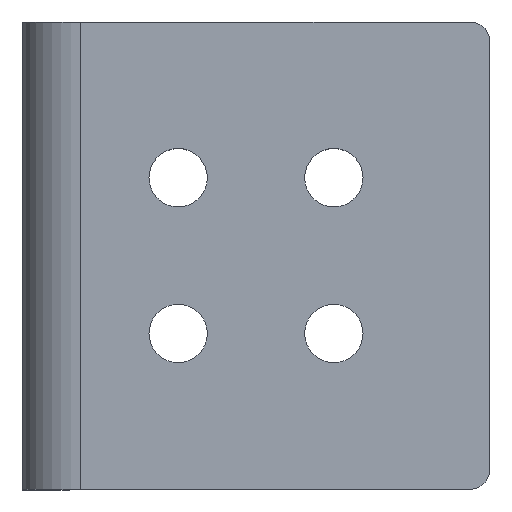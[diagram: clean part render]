
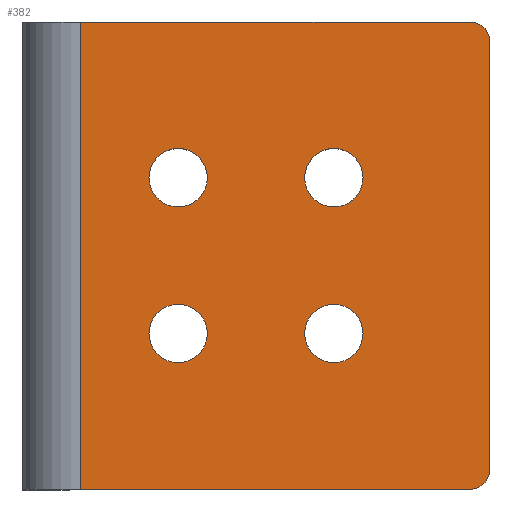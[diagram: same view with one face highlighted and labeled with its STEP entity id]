
A CAD part, top view. The second image highlights one B-rep face of the part: STEP entity #382.
In plain terms, the highlighted planar face has unit normal (0, 0, 1).
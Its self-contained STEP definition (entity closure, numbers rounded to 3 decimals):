
#3 = VECTOR ( 'NONE', #763, 1000. ) ;
#5 = CARTESIAN_POINT ( 'NONE',  ( 4., -2., 0. ) ) ;
#8 = DIRECTION ( 'NONE',  ( 0., 0., 1. ) ) ;
#9 = VERTEX_POINT ( 'NONE', #829 ) ;
#28 = ORIENTED_EDGE ( 'NONE', *, *, #103, .T. ) ;
#40 = EDGE_CURVE ( 'NONE', #791, #434, #541, .T. ) ;
#41 = ORIENTED_EDGE ( 'NONE', *, *, #40, .F. ) ;
#48 = DIRECTION ( 'NONE',  ( 0., 0., -1. ) ) ;
#49 = CARTESIAN_POINT ( 'NONE',  ( 1.5, 6., 0. ) ) ;
#53 = VERTEX_POINT ( 'NONE', #184 ) ;
#57 = DIRECTION ( 'NONE',  ( 1., 0., 0. ) ) ;
#59 = AXIS2_PLACEMENT_3D ( 'NONE', #126, #719, #517 ) ;
#64 = FACE_BOUND ( 'NONE', #304, .T. ) ;
#66 = DIRECTION ( 'NONE',  ( 0., 0., -1. ) ) ;
#79 = CARTESIAN_POINT ( 'NONE',  ( 1.5, -6., 0. ) ) ;
#95 = CARTESIAN_POINT ( 'NONE',  ( 4., 2., 0. ) ) ;
#98 = CIRCLE ( 'NONE', #621, 0.5 ) ;
#103 = EDGE_CURVE ( 'NONE', #500, #268, #816, .T. ) ;
#106 = CARTESIAN_POINT ( 'NONE',  ( 8., 2., 0. ) ) ;
#109 = LINE ( 'NONE', #147, #211 ) ;
#111 = ORIENTED_EDGE ( 'NONE', *, *, #613, .T. ) ;
#123 = CARTESIAN_POINT ( 'NONE',  ( 11.5, 5.5, 0. ) ) ;
#125 = ORIENTED_EDGE ( 'NONE', *, *, #324, .T. ) ;
#126 = CARTESIAN_POINT ( 'NONE',  ( 8., 2., 0. ) ) ;
#128 = VECTOR ( 'NONE', #499, 1000. ) ;
#131 = EDGE_CURVE ( 'NONE', #155, #9, #187, .T. ) ;
#132 = CARTESIAN_POINT ( 'NONE',  ( 11.5, -5.5, 0. ) ) ;
#133 = DIRECTION ( 'NONE',  ( -1., 0., 0. ) ) ;
#141 = PLANE ( 'NONE',  #163 ) ;
#146 = EDGE_LOOP ( 'NONE', ( #427, #217 ) ) ;
#147 = CARTESIAN_POINT ( 'NONE',  ( 1.5, 6., 0. ) ) ;
#155 = VERTEX_POINT ( 'NONE', #360 ) ;
#163 = AXIS2_PLACEMENT_3D ( 'NONE', #661, #388, #666 ) ;
#176 = LINE ( 'NONE', #562, #128 ) ;
#184 = CARTESIAN_POINT ( 'NONE',  ( 3.25, -2., 0. ) ) ;
#187 = CIRCLE ( 'NONE', #530, 0.75 ) ;
#190 = CIRCLE ( 'NONE', #279, 0.75 ) ;
#191 = AXIS2_PLACEMENT_3D ( 'NONE', #792, #649, #788 ) ;
#200 = CARTESIAN_POINT ( 'NONE',  ( 11.5, 6., 0. ) ) ;
#211 = VECTOR ( 'NONE', #223, 1000. ) ;
#216 = CARTESIAN_POINT ( 'NONE',  ( 7.25, 2., 0. ) ) ;
#217 = ORIENTED_EDGE ( 'NONE', *, *, #802, .T. ) ;
#219 = EDGE_CURVE ( 'NONE', #560, #271, #266, .T. ) ;
#223 = DIRECTION ( 'NONE',  ( 0., -1., 0. ) ) ;
#231 = ORIENTED_EDGE ( 'NONE', *, *, #654, .T. ) ;
#235 = VERTEX_POINT ( 'NONE', #79 ) ;
#243 = CARTESIAN_POINT ( 'NONE',  ( 11.5, -6., 0. ) ) ;
#255 = ORIENTED_EDGE ( 'NONE', *, *, #219, .T. ) ;
#257 = DIRECTION ( 'NONE',  ( 1., 0., 0. ) ) ;
#260 = ORIENTED_EDGE ( 'NONE', *, *, #827, .T. ) ;
#266 = CIRCLE ( 'NONE', #59, 0.75 ) ;
#268 = VERTEX_POINT ( 'NONE', #648 ) ;
#271 = VERTEX_POINT ( 'NONE', #309 ) ;
#279 = AXIS2_PLACEMENT_3D ( 'NONE', #106, #48, #407 ) ;
#292 = DIRECTION ( 'NONE',  ( -1., 0., 0. ) ) ;
#304 = EDGE_LOOP ( 'NONE', ( #431, #731 ) ) ;
#306 = EDGE_LOOP ( 'NONE', ( #411, #28 ) ) ;
#309 = CARTESIAN_POINT ( 'NONE',  ( 8.75, 2., 0. ) ) ;
#311 = EDGE_CURVE ( 'NONE', #53, #704, #385, .T. ) ;
#313 = ORIENTED_EDGE ( 'NONE', *, *, #720, .T. ) ;
#315 = EDGE_LOOP ( 'NONE', ( #41, #846, #313, #260, #111, #125 ) ) ;
#324 = EDGE_CURVE ( 'NONE', #625, #434, #98, .T. ) ;
#338 = AXIS2_PLACEMENT_3D ( 'NONE', #604, #684, #822 ) ;
#340 = CARTESIAN_POINT ( 'NONE',  ( 12., -5.5, 0. ) ) ;
#352 = VECTOR ( 'NONE', #415, 1000. ) ;
#360 = CARTESIAN_POINT ( 'NONE',  ( 3.25, 2., 0. ) ) ;
#366 = CIRCLE ( 'NONE', #191, 0.75 ) ;
#378 = EDGE_LOOP ( 'NONE', ( #255, #231 ) ) ;
#382 = ADVANCED_FACE ( 'NONE', ( #713, #571, #64, #660, #531 ), #141, .T. ) ;
#385 = CIRCLE ( 'NONE', #573, 0.75 ) ;
#388 = DIRECTION ( 'NONE',  ( 0., 0., 1. ) ) ;
#407 = DIRECTION ( 'NONE',  ( 1., 0., 0. ) ) ;
#411 = ORIENTED_EDGE ( 'NONE', *, *, #524, .T. ) ;
#415 = DIRECTION ( 'NONE',  ( 1., 0., 0. ) ) ;
#416 = AXIS2_PLACEMENT_3D ( 'NONE', #95, #746, #815 ) ;
#427 = ORIENTED_EDGE ( 'NONE', *, *, #311, .T. ) ;
#429 = DIRECTION ( 'NONE',  ( 0., 0., -1. ) ) ;
#431 = ORIENTED_EDGE ( 'NONE', *, *, #131, .T. ) ;
#434 = VERTEX_POINT ( 'NONE', #200 ) ;
#436 = CARTESIAN_POINT ( 'NONE',  ( 1.5, 6., 0. ) ) ;
#467 = EDGE_CURVE ( 'NONE', #9, #155, #770, .T. ) ;
#494 = CARTESIAN_POINT ( 'NONE',  ( 4., 2., 0. ) ) ;
#499 = DIRECTION ( 'NONE',  ( 1., 0., 0. ) ) ;
#500 = VERTEX_POINT ( 'NONE', #679 ) ;
#517 = DIRECTION ( 'NONE',  ( -1., 0., 0. ) ) ;
#524 = EDGE_CURVE ( 'NONE', #268, #500, #533, .T. ) ;
#530 = AXIS2_PLACEMENT_3D ( 'NONE', #494, #429, #292 ) ;
#531 = FACE_BOUND ( 'NONE', #146, .T. ) ;
#533 = CIRCLE ( 'NONE', #338, 0.75 ) ;
#541 = LINE ( 'NONE', #49, #352 ) ;
#555 = EDGE_CURVE ( 'NONE', #791, #235, #109, .T. ) ;
#560 = VERTEX_POINT ( 'NONE', #216 ) ;
#562 = CARTESIAN_POINT ( 'NONE',  ( 1.5, -6., 0. ) ) ;
#571 = FACE_BOUND ( 'NONE', #306, .T. ) ;
#573 = AXIS2_PLACEMENT_3D ( 'NONE', #5, #66, #133 ) ;
#586 = DIRECTION ( 'NONE',  ( 0., -1., 0. ) ) ;
#604 = CARTESIAN_POINT ( 'NONE',  ( 8., -2., 0. ) ) ;
#612 = VERTEX_POINT ( 'NONE', #340 ) ;
#613 = EDGE_CURVE ( 'NONE', #612, #625, #693, .T. ) ;
#621 = AXIS2_PLACEMENT_3D ( 'NONE', #123, #8, #257 ) ;
#625 = VERTEX_POINT ( 'NONE', #626 ) ;
#626 = CARTESIAN_POINT ( 'NONE',  ( 12., 5.5, 0. ) ) ;
#628 = CARTESIAN_POINT ( 'NONE',  ( 4.75, -2., 0. ) ) ;
#632 = DIRECTION ( 'NONE',  ( 0., 0., -1. ) ) ;
#648 = CARTESIAN_POINT ( 'NONE',  ( 7.25, -2., 0. ) ) ;
#649 = DIRECTION ( 'NONE',  ( 0., 0., -1. ) ) ;
#654 = EDGE_CURVE ( 'NONE', #271, #560, #190, .T. ) ;
#660 = FACE_BOUND ( 'NONE', #378, .T. ) ;
#661 = CARTESIAN_POINT ( 'NONE',  ( 0., -6., 0. ) ) ;
#666 = DIRECTION ( 'NONE',  ( 1., 0., 0. ) ) ;
#679 = CARTESIAN_POINT ( 'NONE',  ( 8.75, -2., 0. ) ) ;
#684 = DIRECTION ( 'NONE',  ( 0., 0., -1. ) ) ;
#693 = LINE ( 'NONE', #697, #3 ) ;
#697 = CARTESIAN_POINT ( 'NONE',  ( 12., -5.5, 0. ) ) ;
#704 = VERTEX_POINT ( 'NONE', #628 ) ;
#705 = CARTESIAN_POINT ( 'NONE',  ( 8., -2., 0. ) ) ;
#713 = FACE_OUTER_BOUND ( 'NONE', #315, .T. ) ;
#719 = DIRECTION ( 'NONE',  ( 0., 0., -1. ) ) ;
#720 = EDGE_CURVE ( 'NONE', #235, #782, #176, .T. ) ;
#731 = ORIENTED_EDGE ( 'NONE', *, *, #467, .T. ) ;
#735 = DIRECTION ( 'NONE',  ( 0., 0., 1. ) ) ;
#746 = DIRECTION ( 'NONE',  ( 0., 0., -1. ) ) ;
#748 = AXIS2_PLACEMENT_3D ( 'NONE', #705, #632, #57 ) ;
#758 = AXIS2_PLACEMENT_3D ( 'NONE', #132, #735, #586 ) ;
#763 = DIRECTION ( 'NONE',  ( 0., 1., 0. ) ) ;
#770 = CIRCLE ( 'NONE', #416, 0.75 ) ;
#782 = VERTEX_POINT ( 'NONE', #243 ) ;
#788 = DIRECTION ( 'NONE',  ( 1., 0., 0. ) ) ;
#791 = VERTEX_POINT ( 'NONE', #436 ) ;
#792 = CARTESIAN_POINT ( 'NONE',  ( 4., -2., 0. ) ) ;
#796 = CIRCLE ( 'NONE', #758, 0.5 ) ;
#802 = EDGE_CURVE ( 'NONE', #704, #53, #366, .T. ) ;
#815 = DIRECTION ( 'NONE',  ( 1., 0., 0. ) ) ;
#816 = CIRCLE ( 'NONE', #748, 0.75 ) ;
#822 = DIRECTION ( 'NONE',  ( -1., 0., 0. ) ) ;
#827 = EDGE_CURVE ( 'NONE', #782, #612, #796, .T. ) ;
#829 = CARTESIAN_POINT ( 'NONE',  ( 4.75, 2., 0. ) ) ;
#846 = ORIENTED_EDGE ( 'NONE', *, *, #555, .T. ) ;
